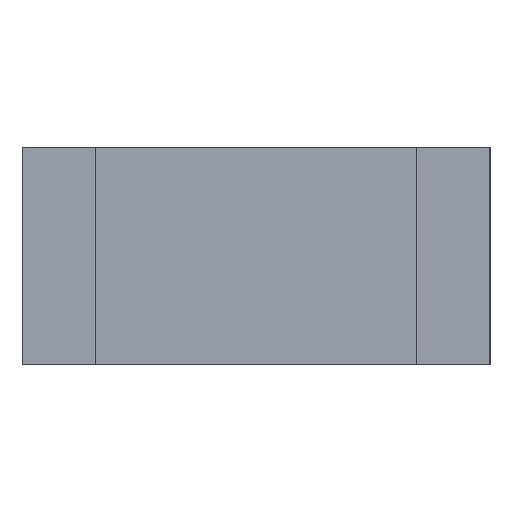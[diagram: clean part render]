
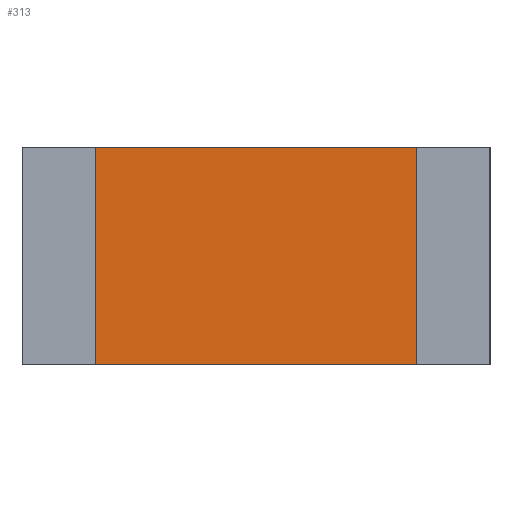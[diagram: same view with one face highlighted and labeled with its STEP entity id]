
A CAD part, left-side view. The second image highlights one B-rep face of the part: STEP entity #313.
In plain terms, the highlighted planar face has unit normal (-1, 0, 0).
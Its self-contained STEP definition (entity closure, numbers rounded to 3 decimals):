
#25 = DIRECTION ( 'NONE',  ( 0., 1., 0. ) ) ;
#41 = VERTEX_POINT ( 'NONE', #445 ) ;
#48 = CARTESIAN_POINT ( 'NONE',  ( -5.6, 2.875, 3.9 ) ) ;
#59 = DIRECTION ( 'NONE',  ( 0., 0., 1. ) ) ;
#72 = PLANE ( 'NONE',  #315 ) ;
#111 = EDGE_LOOP ( 'NONE', ( #209, #447, #516, #352 ) ) ;
#135 = CARTESIAN_POINT ( 'NONE',  ( -5.6, 2.875, 0. ) ) ;
#209 = ORIENTED_EDGE ( 'NONE', *, *, #343, .T. ) ;
#214 = VECTOR ( 'NONE', #541, 1000. ) ;
#237 = CARTESIAN_POINT ( 'NONE',  ( -5.6, 2.875, 3.9 ) ) ;
#243 = CARTESIAN_POINT ( 'NONE',  ( -5.6, -2.875, 0. ) ) ;
#250 = LINE ( 'NONE', #48, #506 ) ;
#253 = LINE ( 'NONE', #616, #379 ) ;
#256 = DIRECTION ( 'NONE',  ( 1., 0., 0. ) ) ;
#296 = VERTEX_POINT ( 'NONE', #237 ) ;
#313 = ADVANCED_FACE ( 'NONE', ( #499 ), #72, .F. ) ;
#315 = AXIS2_PLACEMENT_3D ( 'NONE', #135, #256, #25 ) ;
#332 = VERTEX_POINT ( 'NONE', #606 ) ;
#335 = EDGE_CURVE ( 'NONE', #362, #41, #253, .T. ) ;
#343 = EDGE_CURVE ( 'NONE', #332, #296, #250, .T. ) ;
#344 = LINE ( 'NONE', #243, #561 ) ;
#352 = ORIENTED_EDGE ( 'NONE', *, *, #479, .T. ) ;
#362 = VERTEX_POINT ( 'NONE', #401 ) ;
#379 = VECTOR ( 'NONE', #550, 1000. ) ;
#401 = CARTESIAN_POINT ( 'NONE',  ( -5.6, -2.875, 0. ) ) ;
#441 = EDGE_CURVE ( 'NONE', #41, #296, #487, .T. ) ;
#445 = CARTESIAN_POINT ( 'NONE',  ( -5.6, 2.875, 0. ) ) ;
#447 = ORIENTED_EDGE ( 'NONE', *, *, #441, .F. ) ;
#479 = EDGE_CURVE ( 'NONE', #362, #332, #344, .T. ) ;
#486 = CARTESIAN_POINT ( 'NONE',  ( -5.6, 2.875, 0. ) ) ;
#487 = LINE ( 'NONE', #486, #214 ) ;
#499 = FACE_OUTER_BOUND ( 'NONE', #111, .T. ) ;
#506 = VECTOR ( 'NONE', #520, 1000. ) ;
#516 = ORIENTED_EDGE ( 'NONE', *, *, #335, .F. ) ;
#520 = DIRECTION ( 'NONE',  ( 0., 1., 0. ) ) ;
#541 = DIRECTION ( 'NONE',  ( 0., 0., 1. ) ) ;
#550 = DIRECTION ( 'NONE',  ( 0., 1., 0. ) ) ;
#561 = VECTOR ( 'NONE', #59, 1000. ) ;
#606 = CARTESIAN_POINT ( 'NONE',  ( -5.6, -2.875, 3.9 ) ) ;
#616 = CARTESIAN_POINT ( 'NONE',  ( -5.6, 2.875, 0. ) ) ;
